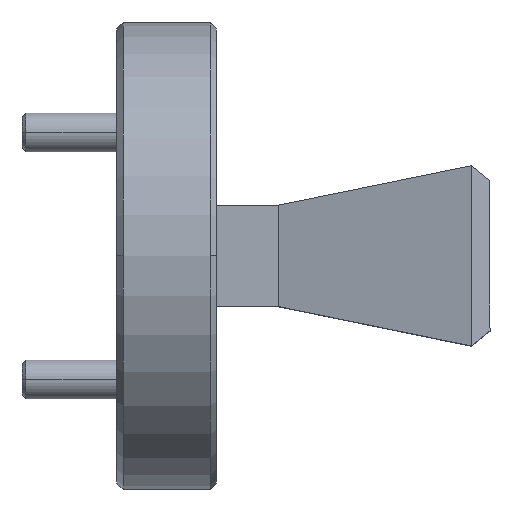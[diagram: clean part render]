
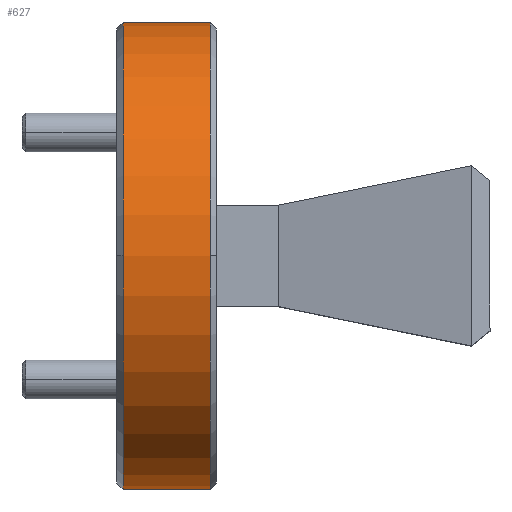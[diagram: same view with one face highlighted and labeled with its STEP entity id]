
A CAD part, top view. The second image highlights one B-rep face of the part: STEP entity #627.
In plain terms, the highlighted cylindrical face has radius 9.525 mm (diameter 19.05 mm), a partial arc.
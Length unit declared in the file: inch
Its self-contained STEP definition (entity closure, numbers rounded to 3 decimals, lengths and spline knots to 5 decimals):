
#13 = VERTEX_POINT ( 'NONE', #1575 ) ;
#98 = CARTESIAN_POINT ( 'NONE',  ( -1.85042, 0.78045, 0. ) ) ;
#230 = EDGE_CURVE ( 'NONE', #1710, #1435, #2111, .T. ) ;
#279 = DIRECTION ( 'NONE',  ( 0., 0., -1. ) ) ;
#363 = DIRECTION ( 'NONE',  ( 0., 1., 0. ) ) ;
#377 = DIRECTION ( 'NONE',  ( 1., 0., 0. ) ) ;
#399 = DIRECTION ( 'NONE',  ( 1., 0., 0. ) ) ;
#404 = CARTESIAN_POINT ( 'NONE',  ( -1.99042, 0.78045, 0. ) ) ;
#449 = CARTESIAN_POINT ( 'NONE',  ( -1.85042, 1.15545, 0. ) ) ;
#479 = DIRECTION ( 'NONE',  ( -1., 0., 0. ) ) ;
#500 = CIRCLE ( 'NONE', #2053, 0.375 ) ;
#516 = CARTESIAN_POINT ( 'NONE',  ( -1.84042, 1.15545, 0. ) ) ;
#535 = VERTEX_POINT ( 'NONE', #2174 ) ;
#627 = ADVANCED_FACE ( 'NONE', ( #1339 ), #1819, .T. ) ;
#796 = EDGE_CURVE ( 'NONE', #13, #2398, #500, .T. ) ;
#873 = DIRECTION ( 'NONE',  ( 0., 0., -1. ) ) ;
#984 = AXIS2_PLACEMENT_3D ( 'NONE', #404, #1403, #1416 ) ;
#1040 = EDGE_LOOP ( 'NONE', ( #1625, #1484, #2008, #1908, #2233, #1687 ) ) ;
#1053 = CARTESIAN_POINT ( 'NONE',  ( -1.99042, 0.78045, 0. ) ) ;
#1122 = AXIS2_PLACEMENT_3D ( 'NONE', #98, #479, #279 ) ;
#1227 = DIRECTION ( 'NONE',  ( 0., 0., 1. ) ) ;
#1283 = DIRECTION ( 'NONE',  ( -1., 0., 0. ) ) ;
#1301 = EDGE_CURVE ( 'NONE', #1435, #535, #2230, .T. ) ;
#1320 = EDGE_CURVE ( 'NONE', #1595, #1710, #1797, .T. ) ;
#1330 = CARTESIAN_POINT ( 'NONE',  ( -1.99042, 0.78045, 0.375 ) ) ;
#1339 = FACE_OUTER_BOUND ( 'NONE', #1040, .T. ) ;
#1340 = LINE ( 'NONE', #516, #2213 ) ;
#1403 = DIRECTION ( 'NONE',  ( 1., 0., 0. ) ) ;
#1416 = DIRECTION ( 'NONE',  ( 0., 0., 1. ) ) ;
#1418 = AXIS2_PLACEMENT_3D ( 'NONE', #1053, #399, #1227 ) ;
#1435 = VERTEX_POINT ( 'NONE', #2395 ) ;
#1484 = ORIENTED_EDGE ( 'NONE', *, *, #230, .T. ) ;
#1494 = AXIS2_PLACEMENT_3D ( 'NONE', #1637, #2629, #363 ) ;
#1575 = CARTESIAN_POINT ( 'NONE',  ( -1.85042, 0.78045, 0.375 ) ) ;
#1595 = VERTEX_POINT ( 'NONE', #2065 ) ;
#1625 = ORIENTED_EDGE ( 'NONE', *, *, #1320, .T. ) ;
#1637 = CARTESIAN_POINT ( 'NONE',  ( -1.84042, 0.78045, 0. ) ) ;
#1687 = ORIENTED_EDGE ( 'NONE', *, *, #2544, .F. ) ;
#1710 = VERTEX_POINT ( 'NONE', #1330 ) ;
#1748 = EDGE_CURVE ( 'NONE', #535, #13, #1903, .T. ) ;
#1797 = CIRCLE ( 'NONE', #984, 0.375 ) ;
#1819 = CYLINDRICAL_SURFACE ( 'NONE', #1494, 0.375 ) ;
#1903 = CIRCLE ( 'NONE', #1122, 0.375 ) ;
#1908 = ORIENTED_EDGE ( 'NONE', *, *, #1748, .T. ) ;
#2008 = ORIENTED_EDGE ( 'NONE', *, *, #1301, .T. ) ;
#2053 = AXIS2_PLACEMENT_3D ( 'NONE', #2331, #1283, #873 ) ;
#2065 = CARTESIAN_POINT ( 'NONE',  ( -1.99042, 1.15545, 0. ) ) ;
#2111 = CIRCLE ( 'NONE', #1418, 0.375 ) ;
#2138 = VECTOR ( 'NONE', #377, 39.37008 ) ;
#2174 = CARTESIAN_POINT ( 'NONE',  ( -1.85042, 0.40545, 0. ) ) ;
#2213 = VECTOR ( 'NONE', #2607, 39.37008 ) ;
#2230 = LINE ( 'NONE', #2242, #2138 ) ;
#2233 = ORIENTED_EDGE ( 'NONE', *, *, #796, .T. ) ;
#2242 = CARTESIAN_POINT ( 'NONE',  ( -1.84042, 0.40545, 0. ) ) ;
#2331 = CARTESIAN_POINT ( 'NONE',  ( -1.85042, 0.78045, 0. ) ) ;
#2395 = CARTESIAN_POINT ( 'NONE',  ( -1.99042, 0.40545, 0. ) ) ;
#2398 = VERTEX_POINT ( 'NONE', #449 ) ;
#2544 = EDGE_CURVE ( 'NONE', #1595, #2398, #1340, .T. ) ;
#2607 = DIRECTION ( 'NONE',  ( 1., 0., 0. ) ) ;
#2629 = DIRECTION ( 'NONE',  ( 1., 0., 0. ) ) ;
